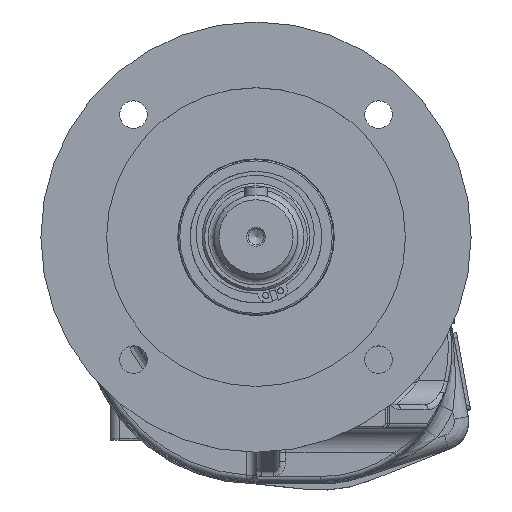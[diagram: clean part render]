
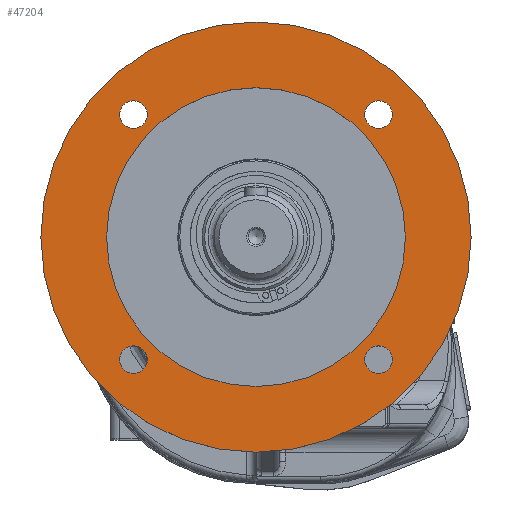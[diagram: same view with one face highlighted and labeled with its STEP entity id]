
A CAD part, top view. The second image highlights one B-rep face of the part: STEP entity #47204.
In plain terms, the highlighted planar face has unit normal (0, 0, 1).
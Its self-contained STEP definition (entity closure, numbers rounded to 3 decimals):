
#47129=CARTESIAN_POINT('',(0.,78.08,176.));
#47130=VERTEX_POINT('',#47129);
#47131=CARTESIAN_POINT('',(0.,15.58,176.));
#47132=DIRECTION('',(0.0,0.0,-1.0));
#47133=DIRECTION('',(0.0,1.0,0.0));
#47134=AXIS2_PLACEMENT_3D('',#47131,#47132,#47133);
#47135=CIRCLE('',#47134,62.5);
#47136=EDGE_CURVE('',#47130,#47130,#47135,.T.);
#47141=CARTESIAN_POINT('',(0.,91.83,176.));
#47142=DIRECTION('',(0.0,0.0,-1.0));
#47143=DIRECTION('',(0.0,-1.0,0.0));
#47144=AXIS2_PLACEMENT_3D('',#47141,#47142,#47143);
#47145=PLANE('',#47144);
#47146=CARTESIAN_POINT('',(0.,105.58,176.));
#47147=VERTEX_POINT('',#47146);
#47148=CARTESIAN_POINT('',(0.,15.58,176.));
#47149=DIRECTION('',(0.0,0.0,-1.0));
#47150=DIRECTION('',(0.0,1.0,0.0));
#47151=AXIS2_PLACEMENT_3D('',#47148,#47149,#47150);
#47152=CIRCLE('',#47151,90.);
#47153=EDGE_CURVE('',#47147,#47147,#47152,.T.);
#47154=ORIENTED_EDGE('',*,*,#47153,.F.);
#47155=EDGE_LOOP('',(#47154));
#47156=FACE_OUTER_BOUND('',#47155,.T.);
#47157=CARTESIAN_POINT('',(51.265,-41.435,176.));
#47158=VERTEX_POINT('',#47157);
#47159=CARTESIAN_POINT('',(51.265,-35.685,176.));
#47160=DIRECTION('',(0.0,0.0,-1.0));
#47161=DIRECTION('',(0.0,1.0,0.0));
#47162=AXIS2_PLACEMENT_3D('',#47159,#47160,#47161);
#47163=CIRCLE('',#47162,5.75);
#47164=EDGE_CURVE('',#47158,#47158,#47163,.T.);
#47165=ORIENTED_EDGE('',*,*,#47164,.T.);
#47166=EDGE_LOOP('',(#47165));
#47167=FACE_BOUND('',#47166,.T.);
#47168=CARTESIAN_POINT('',(51.265,61.095,176.));
#47169=VERTEX_POINT('',#47168);
#47170=CARTESIAN_POINT('',(51.265,66.845,176.));
#47171=DIRECTION('',(0.0,0.0,-1.0));
#47172=DIRECTION('',(0.0,1.0,0.0));
#47173=AXIS2_PLACEMENT_3D('',#47170,#47171,#47172);
#47174=CIRCLE('',#47173,5.75);
#47175=EDGE_CURVE('',#47169,#47169,#47174,.T.);
#47176=ORIENTED_EDGE('',*,*,#47175,.T.);
#47177=EDGE_LOOP('',(#47176));
#47178=FACE_BOUND('',#47177,.T.);
#47179=CARTESIAN_POINT('',(-51.265,-41.435,176.));
#47180=VERTEX_POINT('',#47179);
#47181=CARTESIAN_POINT('',(-51.265,-35.685,176.));
#47182=DIRECTION('',(0.0,0.0,-1.0));
#47183=DIRECTION('',(0.0,1.0,0.0));
#47184=AXIS2_PLACEMENT_3D('',#47181,#47182,#47183);
#47185=CIRCLE('',#47184,5.75);
#47186=EDGE_CURVE('',#47180,#47180,#47185,.T.);
#47187=ORIENTED_EDGE('',*,*,#47186,.T.);
#47188=EDGE_LOOP('',(#47187));
#47189=FACE_BOUND('',#47188,.T.);
#47190=CARTESIAN_POINT('',(-51.265,61.095,176.));
#47191=VERTEX_POINT('',#47190);
#47192=CARTESIAN_POINT('',(-51.265,66.845,176.));
#47193=DIRECTION('',(0.0,0.0,-1.0));
#47194=DIRECTION('',(0.0,1.0,0.0));
#47195=AXIS2_PLACEMENT_3D('',#47192,#47193,#47194);
#47196=CIRCLE('',#47195,5.75);
#47197=EDGE_CURVE('',#47191,#47191,#47196,.T.);
#47198=ORIENTED_EDGE('',*,*,#47197,.T.);
#47199=EDGE_LOOP('',(#47198));
#47200=FACE_BOUND('',#47199,.T.);
#47201=ORIENTED_EDGE('',*,*,#47136,.T.);
#47202=EDGE_LOOP('',(#47201));
#47203=FACE_BOUND('',#47202,.T.);
#47204=ADVANCED_FACE('',(#47156,#47167,#47178,#47189,#47200,#47203),#47145,.F.);
